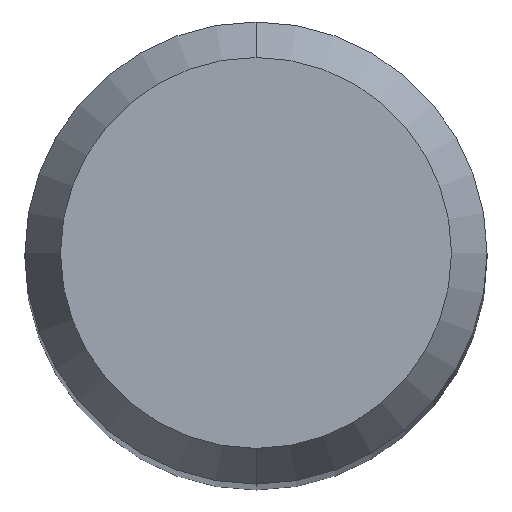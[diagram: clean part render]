
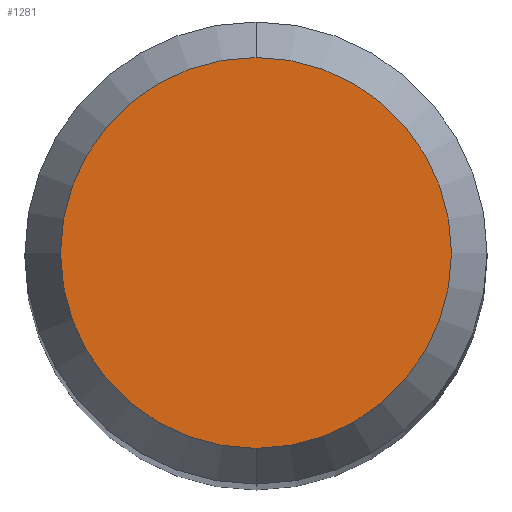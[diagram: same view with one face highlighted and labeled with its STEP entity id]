
A CAD part, top view. The second image highlights one B-rep face of the part: STEP entity #1281.
In plain terms, the highlighted planar face has unit normal (0, 0, 1).
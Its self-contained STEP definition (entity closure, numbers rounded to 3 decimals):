
#649=VERTEX_POINT('',#1587);
#765=EDGE_CURVE('',#1059,#649,#1712,.T.);
#933=EDGE_CURVE('',#649,#1059,#1893,.T.);
#1059=VERTEX_POINT('',#2028);
#1281=ADVANCED_FACE('',(#2270),#2271,.T.);
#1587=CARTESIAN_POINT('',(0.,-2.538,0.0));
#1712=CIRCLE('',#5135,2.538);
#1893=CIRCLE('',#7000,2.538);
#2028=CARTESIAN_POINT('',(0.0,2.538,0.0));
#2270=FACE_OUTER_BOUND('',#9630,.T.);
#2271=PLANE('',#9631);
#5135=AXIS2_PLACEMENT_3D('',#10695,#10696,#10697);
#7000=AXIS2_PLACEMENT_3D('',#10877,#10878,#10879);
#9630=EDGE_LOOP('',(#11315,#11316));
#9631=AXIS2_PLACEMENT_3D('',#11317,#11318,#11319);
#10695=CARTESIAN_POINT('',(0.0,0.0,0.0));
#10696=DIRECTION('',(0.0,0.0,-1.0));
#10697=DIRECTION('',(0.0,1.0,0.0));
#10877=CARTESIAN_POINT('',(0.0,0.0,0.0));
#10878=DIRECTION('',(0.0,0.0,-1.0));
#10879=DIRECTION('',(0.0,1.0,0.0));
#11315=ORIENTED_EDGE('',*,*,#765,.F.);
#11316=ORIENTED_EDGE('',*,*,#933,.F.);
#11317=CARTESIAN_POINT('',(0.0,1.269,0.0));
#11318=DIRECTION('',(-0.0,0.0,1.0));
#11319=DIRECTION('',(0.0,-1.0,0.0));
